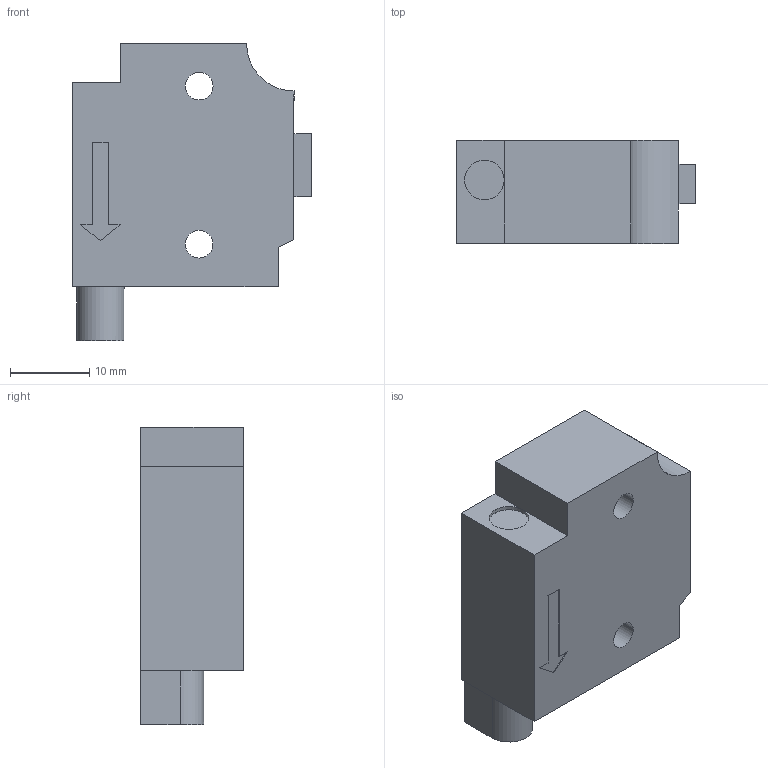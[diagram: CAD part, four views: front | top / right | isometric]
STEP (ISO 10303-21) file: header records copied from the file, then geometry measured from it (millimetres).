
FILE_DESCRIPTION(('FreeCAD Model'),'2;1');
FILE_NAME('sovol-sv06plus-runout-sensor-rotated.step','2023-11-17T17:01:51',('Author'),('' ),'Open CASCADE STEP processor 7.3','FreeCAD','Unknown');
FILE_SCHEMA(('AUTOMOTIVE_DESIGN { 1 0 10303 214 1 1 1 1 }'));
Length unit declared in the file: millimetre
Products named in the file (1): JXHSV06P-07011-f_Material_Runout_Detection_Module
Bounding box: 30.21 x 13 x 37.6 mm (x, y, z)
Volume: 10263.9 mm3; surface area: 3708 mm2
Topology: 1 solids, 1 shells, 51 faces, 131 edges, 87 vertices
Faces by surface type: plane 41, cylinder 10
Entity records: 3320 total; most frequent: CARTESIAN_POINT 628, DIRECTION 502, LINE 351, VECTOR 351, ORIENTED_EDGE 262, PCURVE 262, DEFINITIONAL_REPRESENTATION 262, EDGE_CURVE 131
